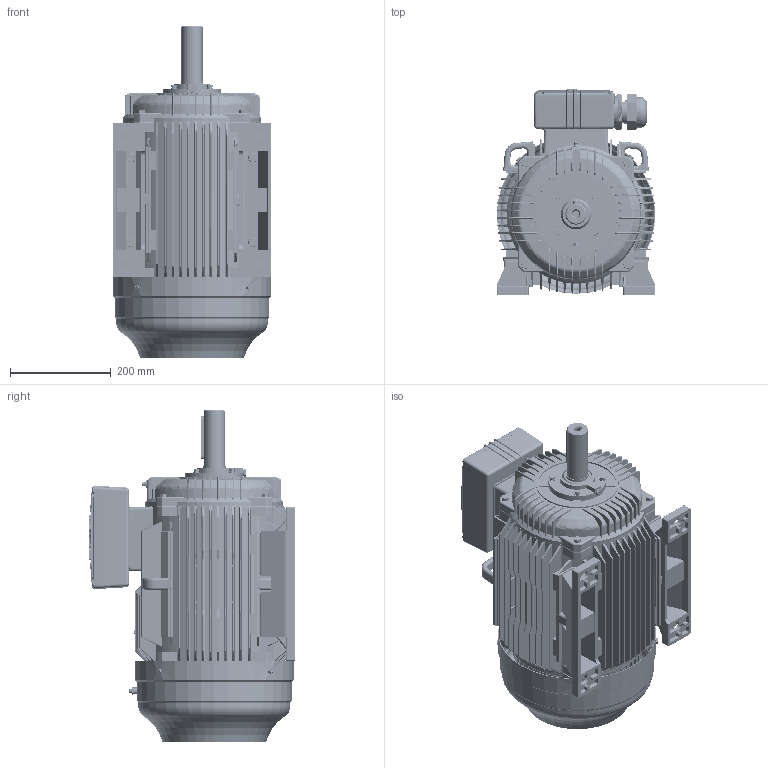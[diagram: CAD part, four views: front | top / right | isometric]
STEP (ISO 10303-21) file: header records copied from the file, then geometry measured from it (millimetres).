
FILE_DESCRIPTION((''),'2;1');
FILE_NAME('WE160LB3','2013-01-18T',('Administrator'),(''),'PRO/ENGINEER BY PARAMETRIC TECHNOLOGY CORPORATION, 2007370','PRO/ENGINEER BY PARAMETRIC TECHNOLOGY CORPORATION, 2007370','');
FILE_SCHEMA(('CONFIG_CONTROL_DESIGN'));
Products named in the file (1): WE160LB3
Bounding box: 315 x 408.5 x 658 mm (x, y, z)
Volume: 11138446.8 mm3; surface area: 2736698.1 mm2
Topology: 5 solids, 44 shells, 7358 faces, 19782 edges, 12463 vertices
Faces by surface type: plane 2850, cylinder 2404, cone 728, bspline 629, torus 492, sphere 255
Entity records: 291626 total; most frequent: CARTESIAN_POINT 115412, ORIENTED_EDGE 39090, DIRECTION 33784, EDGE_CURVE 19545, AXIS2_PLACEMENT_3D 12595, VERTEX_POINT 12463, VECTOR 8594, LINE 8594
